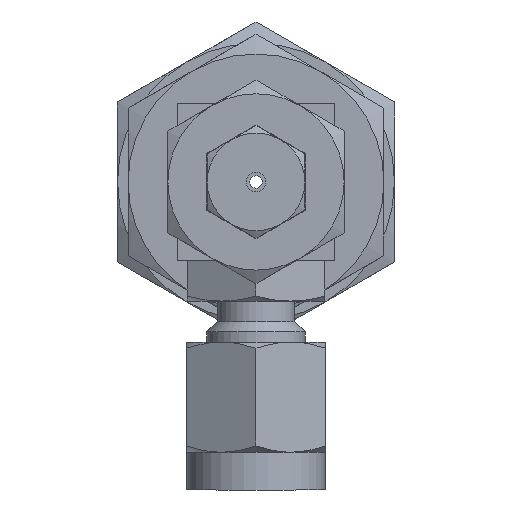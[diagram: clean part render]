
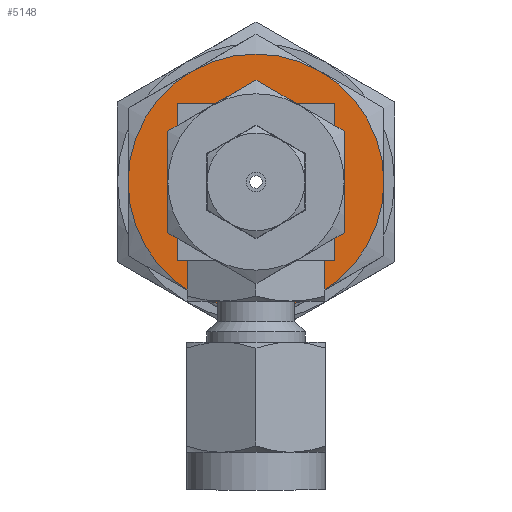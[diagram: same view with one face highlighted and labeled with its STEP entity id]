
A CAD part, left-side view. The second image highlights one B-rep face of the part: STEP entity #5148.
In plain terms, the highlighted face is planar.
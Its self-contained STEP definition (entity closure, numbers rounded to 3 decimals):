
#313=FACE_BOUND('',#1175,.T.);
#460=CIRCLE('',#5707,10.319);
#461=CIRCLE('',#5709,10.319);
#462=CIRCLE('',#5711,10.319);
#463=CIRCLE('',#5713,10.319);
#464=CIRCLE('',#5715,10.319);
#465=CIRCLE('',#5717,10.319);
#467=CIRCLE('',#5721,4.477);
#786=FACE_OUTER_BOUND('',#1174,.T.);
#1174=EDGE_LOOP('',(#4054,#4055,#4056,#4057,#4058,#4059));
#1175=EDGE_LOOP('',(#4060));
#2279=VERTEX_POINT('',#8556);
#2282=VERTEX_POINT('',#8568);
#2284=VERTEX_POINT('',#8578);
#2286=VERTEX_POINT('',#8588);
#2289=VERTEX_POINT('',#8599);
#2290=VERTEX_POINT('',#8608);
#2294=VERTEX_POINT('',#8639);
#2897=EDGE_CURVE('',#2279,#2289,#460,.T.);
#2898=EDGE_CURVE('',#2282,#2279,#461,.T.);
#2899=EDGE_CURVE('',#2284,#2282,#462,.T.);
#2900=EDGE_CURVE('',#2286,#2284,#463,.T.);
#2901=EDGE_CURVE('',#2290,#2286,#464,.T.);
#2902=EDGE_CURVE('',#2289,#2290,#465,.T.);
#2905=EDGE_CURVE('',#2294,#2294,#467,.T.);
#4054=ORIENTED_EDGE('',*,*,#2902,.T.);
#4055=ORIENTED_EDGE('',*,*,#2901,.T.);
#4056=ORIENTED_EDGE('',*,*,#2900,.T.);
#4057=ORIENTED_EDGE('',*,*,#2899,.T.);
#4058=ORIENTED_EDGE('',*,*,#2898,.T.);
#4059=ORIENTED_EDGE('',*,*,#2897,.T.);
#4060=ORIENTED_EDGE('',*,*,#2905,.T.);
#4900=PLANE('',#5720);
#5148=ADVANCED_FACE('',(#786,#313),#4900,.T.);
#5707=AXIS2_PLACEMENT_3D('',#8623,#6752,#6753);
#5709=AXIS2_PLACEMENT_3D('',#8625,#6756,#6757);
#5711=AXIS2_PLACEMENT_3D('',#8627,#6760,#6761);
#5713=AXIS2_PLACEMENT_3D('',#8629,#6764,#6765);
#5715=AXIS2_PLACEMENT_3D('',#8631,#6768,#6769);
#5717=AXIS2_PLACEMENT_3D('',#8633,#6772,#6773);
#5720=AXIS2_PLACEMENT_3D('',#8638,#6779,#6780);
#5721=AXIS2_PLACEMENT_3D('',#8640,#6781,#6782);
#6752=DIRECTION('center_axis',(1.,0.,0.));
#6753=DIRECTION('ref_axis',(0.,0.,-1.));
#6756=DIRECTION('center_axis',(1.,0.,0.));
#6757=DIRECTION('ref_axis',(0.,0.,-1.));
#6760=DIRECTION('center_axis',(1.,0.,0.));
#6761=DIRECTION('ref_axis',(0.,0.,-1.));
#6764=DIRECTION('center_axis',(1.,0.,0.));
#6765=DIRECTION('ref_axis',(0.,0.,-1.));
#6768=DIRECTION('center_axis',(1.,0.,0.));
#6769=DIRECTION('ref_axis',(0.,0.,-1.));
#6772=DIRECTION('center_axis',(1.,0.,0.));
#6773=DIRECTION('ref_axis',(0.,0.,-1.));
#6779=DIRECTION('center_axis',(1.,0.,0.));
#6780=DIRECTION('ref_axis',(0.,1.,0.));
#6781=DIRECTION('center_axis',(-1.,0.,0.));
#6782=DIRECTION('ref_axis',(0.,0.,
1.));
#8556=CARTESIAN_POINT('',(29.21,-5.159,8.936));
#8568=CARTESIAN_POINT('',(29.21,5.159,8.936));
#8578=CARTESIAN_POINT('',(29.21,10.319,0.));
#8588=CARTESIAN_POINT('',(29.21,5.159,-8.936));
#8599=CARTESIAN_POINT('',(29.21,-10.319,0.));
#8608=CARTESIAN_POINT('',(29.21,-5.159,-8.936));
#8623=CARTESIAN_POINT('Origin',(29.21,0.,0.));
#8625=CARTESIAN_POINT('Origin',(29.21,0.,0.));
#8627=CARTESIAN_POINT('Origin',(29.21,0.,0.));
#8629=CARTESIAN_POINT('Origin',(29.21,0.,0.));
#8631=CARTESIAN_POINT('Origin',(29.21,0.,0.));
#8633=CARTESIAN_POINT('Origin',(29.21,0.,0.));
#8638=CARTESIAN_POINT('Origin',(29.21,0.,0.));
#8639=CARTESIAN_POINT('',(29.21,0.,-4.477));
#8640=CARTESIAN_POINT('Origin',(29.21,0.,0.));
